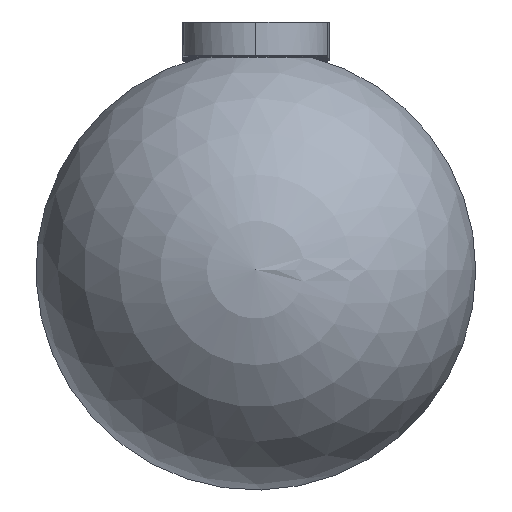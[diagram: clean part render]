
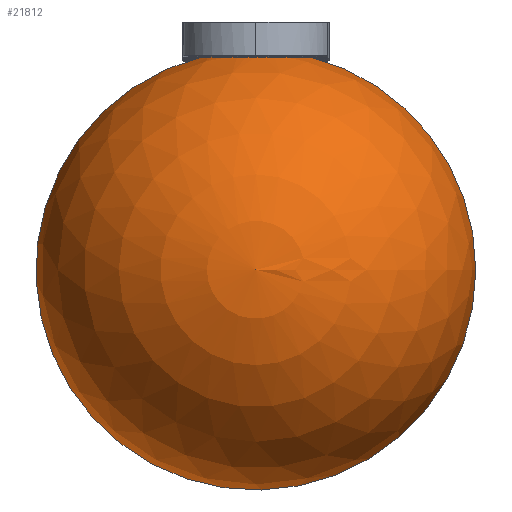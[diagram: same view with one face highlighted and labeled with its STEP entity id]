
A CAD part, top view. The second image highlights one B-rep face of the part: STEP entity #21812.
In plain terms, the highlighted spherical face has radius 200 mm.
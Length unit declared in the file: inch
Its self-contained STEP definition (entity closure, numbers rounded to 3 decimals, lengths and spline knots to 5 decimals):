
#345 = CARTESIAN_POINT ( 'NONE',  ( 0., 0., 0. ) ) ;
#792 = CARTESIAN_POINT ( 'NONE',  ( 0., 0., 7.62904 ) ) ;
#1853 = DIRECTION ( 'NONE',  ( 0., -1., 0. ) ) ;
#3573 = FACE_OUTER_BOUND ( 'NONE', #9276, .T. ) ;
#3912 = CIRCLE ( 'NONE', #23962, 7.87402 ) ;
#5550 = CARTESIAN_POINT ( 'NONE',  ( 0., 0., 0. ) ) ;
#7333 = ORIENTED_EDGE ( 'NONE', *, *, #22501, .T. ) ;
#7760 = ORIENTED_EDGE ( 'NONE', *, *, #11882, .T. ) ;
#9276 = EDGE_LOOP ( 'NONE', ( #7760, #7333 ) ) ;
#9303 = CARTESIAN_POINT ( 'NONE',  ( 1.94883, 0., 7.62904 ) ) ;
#11057 = DIRECTION ( 'NONE',  ( 1., 0., 0. ) ) ;
#11882 = EDGE_CURVE ( 'NONE', #12492, #22154, #3912, .T. ) ;
#12492 = VERTEX_POINT ( 'NONE', #21351 ) ;
#12503 = AXIS2_PLACEMENT_3D ( 'NONE', #5550, #1853, #11057 ) ;
#12779 = SPHERICAL_SURFACE ( 'NONE', #12503, 7.87402 ) ;
#13583 = DIRECTION ( 'NONE',  ( 1., 0., 0. ) ) ;
#18170 = DIRECTION ( 'NONE',  ( -0.248, 0., 0.969 ) ) ;
#21351 = CARTESIAN_POINT ( 'NONE',  ( -1.94883, 0., 7.62904 ) ) ;
#21396 = DIRECTION ( 'NONE',  ( 0., -1., 0. ) ) ;
#21812 = ADVANCED_FACE ( 'NONE', ( #3573 ), #12779, .T. ) ;
#22154 = VERTEX_POINT ( 'NONE', #9303 ) ;
#22501 = EDGE_CURVE ( 'NONE', #22154, #12492, #23269, .T. ) ;
#23269 = CIRCLE ( 'NONE', #24027, 1.94883 ) ;
#23457 = DIRECTION ( 'NONE',  ( 0., 0., -1. ) ) ;
#23962 = AXIS2_PLACEMENT_3D ( 'NONE', #345, #21396, #18170 ) ;
#24027 = AXIS2_PLACEMENT_3D ( 'NONE', #792, #23457, #13583 ) ;
